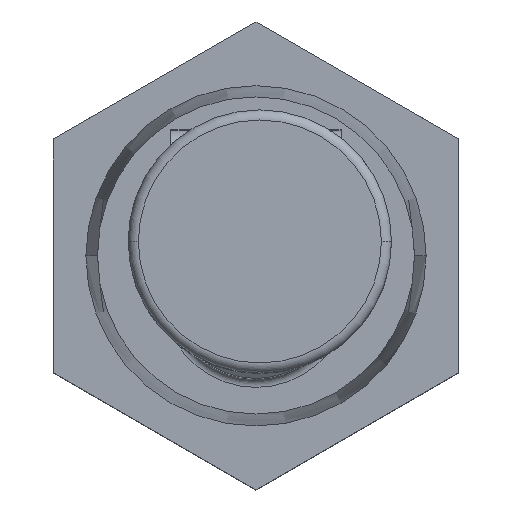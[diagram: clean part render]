
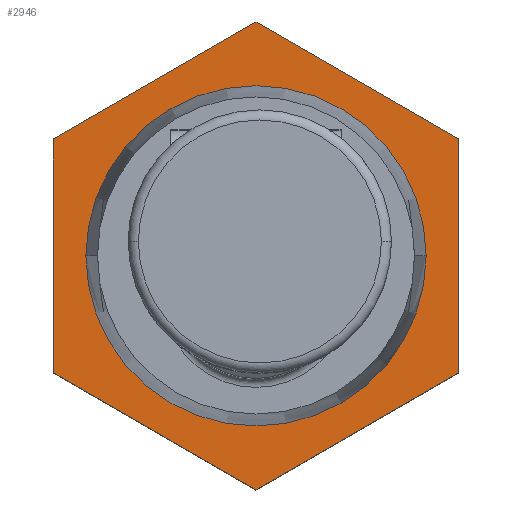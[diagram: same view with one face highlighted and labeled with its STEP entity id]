
A CAD part, top view. The second image highlights one B-rep face of the part: STEP entity #2946.
In plain terms, the highlighted planar face has unit normal (0, 0, 1).
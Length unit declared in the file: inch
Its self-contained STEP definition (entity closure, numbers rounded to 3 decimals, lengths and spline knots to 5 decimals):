
#94 = CARTESIAN_POINT ( 'NONE',  ( 0., -0.57735, 0. ) ) ;
#256 = VECTOR ( 'NONE', #3293, 39.37008 ) ;
#278 = VERTEX_POINT ( 'NONE', #325 ) ;
#325 = CARTESIAN_POINT ( 'NONE',  ( -0.5, -0.28868, 0. ) ) ;
#327 = DIRECTION ( 'NONE',  ( 1., 0., 0. ) ) ;
#358 = LINE ( 'NONE', #1458, #256 ) ;
#444 = CARTESIAN_POINT ( 'NONE',  ( 0.5, 0.28868, 0. ) ) ;
#652 = EDGE_CURVE ( 'NONE', #5195, #4413, #4465, .T. ) ;
#916 = DIRECTION ( 'NONE',  ( 0.866, 0.5, 0. ) ) ;
#988 = FACE_OUTER_BOUND ( 'NONE', #1724, .T. ) ;
#1014 = ORIENTED_EDGE ( 'NONE', *, *, #3301, .T. ) ;
#1028 = VERTEX_POINT ( 'NONE', #5249 ) ;
#1130 = EDGE_CURVE ( 'NONE', #1765, #1028, #2090, .T. ) ;
#1458 = CARTESIAN_POINT ( 'NONE',  ( 0., 0.57735, 0. ) ) ;
#1592 = VERTEX_POINT ( 'NONE', #4181 ) ;
#1595 = EDGE_CURVE ( 'NONE', #1028, #1592, #358, .T. ) ;
#1640 = CARTESIAN_POINT ( 'NONE',  ( 0.5, 0.28868, 0. ) ) ;
#1724 = EDGE_LOOP ( 'NONE', ( #3173, #3179, #3186, #3243, #3300, #1014 ) ) ;
#1765 = VERTEX_POINT ( 'NONE', #444 ) ;
#1905 = VECTOR ( 'NONE', #2977, 39.37008 ) ;
#1925 = VECTOR ( 'NONE', #2908, 39.37008 ) ;
#2029 = CARTESIAN_POINT ( 'NONE',  ( -0.5, -0.28868, 0. ) ) ;
#2090 = LINE ( 'NONE', #1640, #1905 ) ;
#2261 = DIRECTION ( 'NONE',  ( 0., 1., 0. ) ) ;
#2873 = LINE ( 'NONE', #5314, #5299 ) ;
#2908 = DIRECTION ( 'NONE',  ( 0.866, -0.5, 0. ) ) ;
#2946 = ADVANCED_FACE ( 'NONE', ( #988 ), #2972, .T. ) ;
#2972 = PLANE ( 'NONE',  #5506 ) ;
#2977 = DIRECTION ( 'NONE',  ( -0.866, 0.5, 0. ) ) ;
#3069 = CARTESIAN_POINT ( 'NONE',  ( 0., -0.57735, 0. ) ) ;
#3147 = EDGE_CURVE ( 'NONE', #1592, #278, #2873, .T. ) ;
#3173 = ORIENTED_EDGE ( 'NONE', *, *, #652, .T. ) ;
#3179 = ORIENTED_EDGE ( 'NONE', *, *, #3686, .T. ) ;
#3186 = ORIENTED_EDGE ( 'NONE', *, *, #1130, .T. ) ;
#3238 = DIRECTION ( 'NONE',  ( 0., -1., 0. ) ) ;
#3243 = ORIENTED_EDGE ( 'NONE', *, *, #1595, .T. ) ;
#3293 = DIRECTION ( 'NONE',  ( -0.866, -0.5, 0. ) ) ;
#3300 = ORIENTED_EDGE ( 'NONE', *, *, #3147, .T. ) ;
#3301 = EDGE_CURVE ( 'NONE', #278, #5195, #4952, .T. ) ;
#3532 = CARTESIAN_POINT ( 'NONE',  ( 0.5, -0.28868, 0. ) ) ;
#3686 = EDGE_CURVE ( 'NONE', #4413, #1765, #4054, .T. ) ;
#3991 = VECTOR ( 'NONE', #2261, 39.37008 ) ;
#4054 = LINE ( 'NONE', #3532, #3991 ) ;
#4181 = CARTESIAN_POINT ( 'NONE',  ( -0.5, 0.28868, 0. ) ) ;
#4324 = VECTOR ( 'NONE', #916, 39.37008 ) ;
#4413 = VERTEX_POINT ( 'NONE', #4938 ) ;
#4465 = LINE ( 'NONE', #3069, #4324 ) ;
#4603 = DIRECTION ( 'NONE',  ( 0., 0., 1. ) ) ;
#4938 = CARTESIAN_POINT ( 'NONE',  ( 0.5, -0.28868, 0. ) ) ;
#4952 = LINE ( 'NONE', #2029, #1925 ) ;
#5027 = CARTESIAN_POINT ( 'NONE',  ( 0., 0., 0. ) ) ;
#5195 = VERTEX_POINT ( 'NONE', #94 ) ;
#5249 = CARTESIAN_POINT ( 'NONE',  ( 0., 0.57735, 0. ) ) ;
#5299 = VECTOR ( 'NONE', #3238, 39.37008 ) ;
#5314 = CARTESIAN_POINT ( 'NONE',  ( -0.5, 0.28868, 0. ) ) ;
#5506 = AXIS2_PLACEMENT_3D ( 'NONE', #5027, #4603, #327 ) ;
